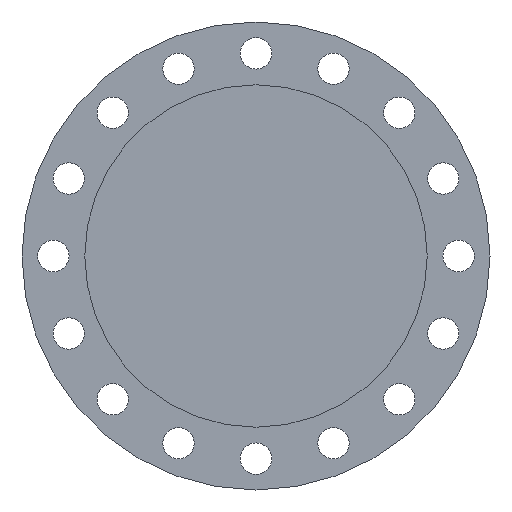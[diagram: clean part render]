
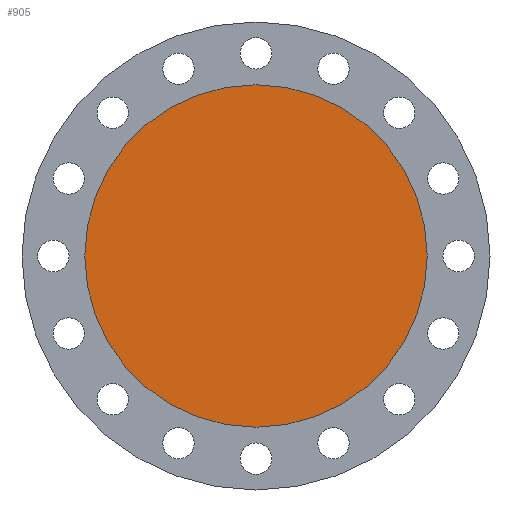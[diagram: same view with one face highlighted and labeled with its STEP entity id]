
A CAD part, left-side view. The second image highlights one B-rep face of the part: STEP entity #905.
In plain terms, the highlighted planar face has unit normal (-1, 0, 0).
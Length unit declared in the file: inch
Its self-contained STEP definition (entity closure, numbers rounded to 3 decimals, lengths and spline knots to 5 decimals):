
#202 = VERTEX_POINT ( 'NONE', #1337 ) ;
#339 = DIRECTION ( 'NONE',  ( -1., 0., 0. ) ) ;
#366 = ORIENTED_EDGE ( 'NONE', *, *, #801, .T. ) ;
#432 = VERTEX_POINT ( 'NONE', #1150 ) ;
#509 = ORIENTED_EDGE ( 'NONE', *, *, #809, .T. ) ;
#547 = DIRECTION ( 'NONE',  ( 0., 0., 1. ) ) ;
#654 = CARTESIAN_POINT ( 'NONE',  ( 0., 0., 0. ) ) ;
#791 = DIRECTION ( 'NONE',  ( -1., 0., 0. ) ) ;
#801 = EDGE_CURVE ( 'NONE', #432, #202, #1370, .T. ) ;
#805 = PLANE ( 'NONE',  #1050 ) ;
#809 = EDGE_CURVE ( 'NONE', #202, #432, #1261, .T. ) ;
#874 = AXIS2_PLACEMENT_3D ( 'NONE', #1432, #877, #547 ) ;
#877 = DIRECTION ( 'NONE',  ( -1., 0., 0. ) ) ;
#903 = DIRECTION ( 'NONE',  ( 0., 0., 1. ) ) ;
#905 = ADVANCED_FACE ( 'NONE', ( #1120 ), #805, .T. ) ;
#1004 = CARTESIAN_POINT ( 'NONE',  ( 0., 0., 0. ) ) ;
#1050 = AXIS2_PLACEMENT_3D ( 'NONE', #1004, #791, #903 ) ;
#1073 = AXIS2_PLACEMENT_3D ( 'NONE', #654, #339, #1087 ) ;
#1087 = DIRECTION ( 'NONE',  ( 0., 0., 1. ) ) ;
#1120 = FACE_OUTER_BOUND ( 'NONE', #1274, .T. ) ;
#1150 = CARTESIAN_POINT ( 'NONE',  ( 0., 0., -7.5 ) ) ;
#1261 = CIRCLE ( 'NONE', #1073, 7.5 ) ;
#1274 = EDGE_LOOP ( 'NONE', ( #509, #366 ) ) ;
#1337 = CARTESIAN_POINT ( 'NONE',  ( 0., 0., 7.5 ) ) ;
#1370 = CIRCLE ( 'NONE', #874, 7.5 ) ;
#1432 = CARTESIAN_POINT ( 'NONE',  ( 0., 0., 0. ) ) ;
